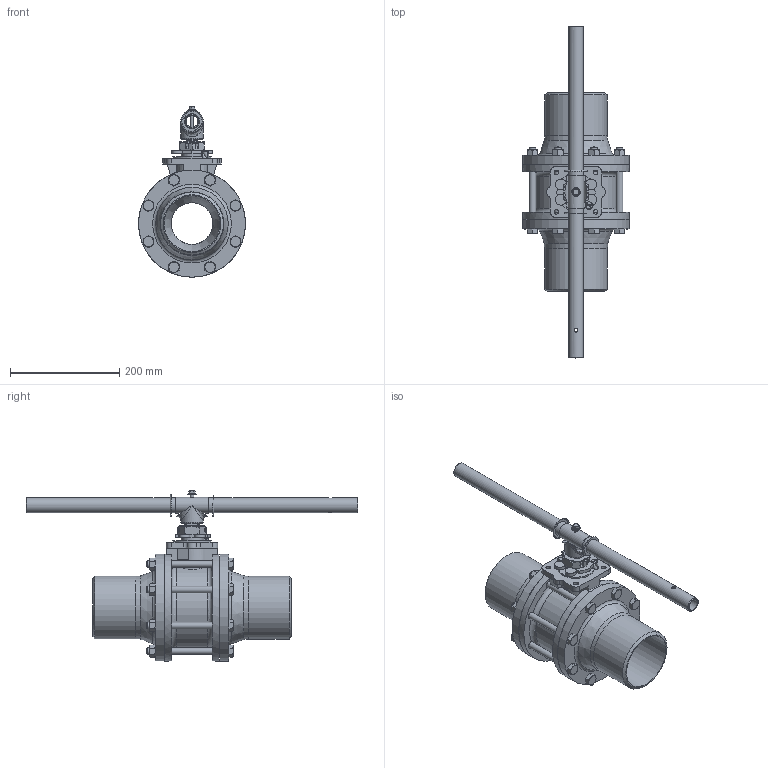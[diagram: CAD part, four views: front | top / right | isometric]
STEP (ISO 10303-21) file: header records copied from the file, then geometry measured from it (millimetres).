
FILE_DESCRIPTION(('FreeCAD Model'),'2;1');
FILE_NAME('Open CASCADE Shape Model','2021-08-23T10:37:56',('Author'),( ''),'Open CASCADE STEP processor 7.5','FreeCAD','Unknown');
FILE_SCHEMA(('AUTOMOTIVE_DESIGN { 1 0 10303 214 1 1 1 1 }'));
Length unit declared in the file: millimetre
Products named in the file (1): GA-A459-40-XB_-W-A-1_Long
Bounding box: 196 x 608 x 311.82 mm (x, y, z)
Volume: 3762528.8 mm3; surface area: 657080.8 mm2
Topology: 27 solids, 28 shells, 635 faces, 1504 edges, 923 vertices
Faces by surface type: plane 275, cone 190, cylinder 146, bspline 15, torus 9
Full cylindrical faces by diameter (mm): 2 x2, 4.032 x2, 4.917 x1, 6 x1, 6.4 x1, 6.647 x1, 7 x5, 8 x1, 8.376 x4, 10.106 x8, 12 x8, 12.75 x16, 13 x16, 14 x1, 15 x1, 21.7 x1, 26.9 x1, 27.6 x2, 27.835 x1, 29 x1, 39.76 x1, 41 x2, 76.45 x3, 102.275 x2, 115.069 x2, 155 x2, 196 x4
Entity records: 53632 total; most frequent: CARTESIAN_POINT 25920, DIRECTION 4709, ORIENTED_EDGE 2966, PCURVE 2966, DEFINITIONAL_REPRESENTATION 2966, LINE 2237, VECTOR 2237, EDGE_CURVE 1483
